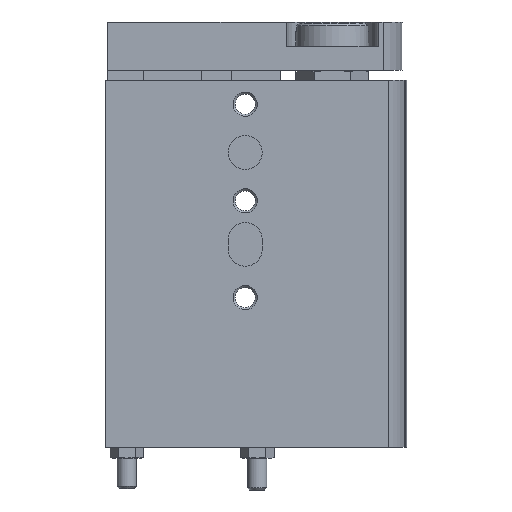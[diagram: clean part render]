
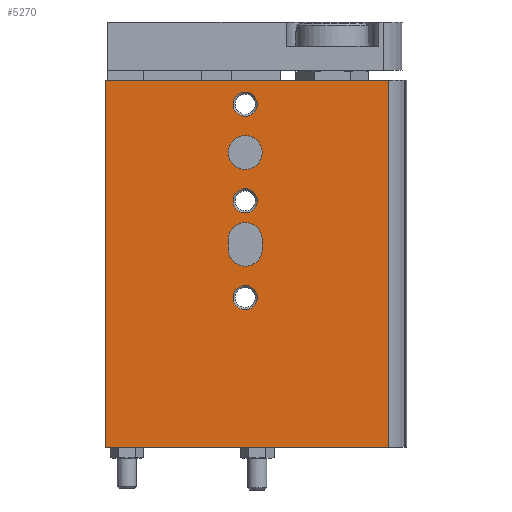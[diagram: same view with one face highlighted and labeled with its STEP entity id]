
A CAD part, front view. The second image highlights one B-rep face of the part: STEP entity #5270.
In plain terms, the highlighted planar face has unit normal (0, -1, 0).
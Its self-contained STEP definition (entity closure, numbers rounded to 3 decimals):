
#310=CIRCLE('',#5684,2.5);
#311=CIRCLE('',#5685,2.5);
#312=CIRCLE('',#5686,2.5);
#313=CIRCLE('',#5687,3.5);
#314=CIRCLE('',#5688,3.5);
#315=CIRCLE('',#5689,3.5);
#680=ORIENTED_EDGE('',*,*,#2146,.F.);
#681=ORIENTED_EDGE('',*,*,#2147,.F.);
#682=ORIENTED_EDGE('',*,*,#2148,.F.);
#683=ORIENTED_EDGE('',*,*,#2149,.F.);
#684=ORIENTED_EDGE('',*,*,#2150,.F.);
#685=ORIENTED_EDGE('',*,*,#2151,.F.);
#686=ORIENTED_EDGE('',*,*,#2152,.F.);
#687=ORIENTED_EDGE('',*,*,#2153,.F.);
#688=ORIENTED_EDGE('',*,*,#2088,.T.);
#689=ORIENTED_EDGE('',*,*,#2154,.F.);
#690=ORIENTED_EDGE('',*,*,#2155,.F.);
#691=ORIENTED_EDGE('',*,*,#2144,.T.);
#2088=EDGE_CURVE('',#2827,#2826,#3320,.T.);
#2144=EDGE_CURVE('',#2869,#2827,#3350,.T.);
#2146=EDGE_CURVE('',#2870,#2870,#310,.T.);
#2147=EDGE_CURVE('',#2871,#2871,#311,.T.);
#2148=EDGE_CURVE('',#2872,#2872,#312,.T.);
#2149=EDGE_CURVE('',#2873,#2874,#3351,.T.);
#2150=EDGE_CURVE('',#2875,#2873,#313,.F.);
#2151=EDGE_CURVE('',#2876,#2875,#3352,.T.);
#2152=EDGE_CURVE('',#2874,#2876,#314,.F.);
#2153=EDGE_CURVE('',#2877,#2877,#315,.F.);
#2154=EDGE_CURVE('',#2878,#2826,#3353,.T.);
#2155=EDGE_CURVE('',#2869,#2878,#3354,.T.);
#2826=VERTEX_POINT('',#7977);
#2827=VERTEX_POINT('',#7979);
#2869=VERTEX_POINT('',#8091);
#2870=VERTEX_POINT('',#8095);
#2871=VERTEX_POINT('',#8097);
#2872=VERTEX_POINT('',#8099);
#2873=VERTEX_POINT('',#8101);
#2874=VERTEX_POINT('',#8102);
#2875=VERTEX_POINT('',#8104);
#2876=VERTEX_POINT('',#8106);
#2877=VERTEX_POINT('',#8109);
#2878=VERTEX_POINT('',#8111);
#3320=LINE('',#7978,#3753);
#3350=LINE('',#8090,#3783);
#3351=LINE('',#8100,#3784);
#3352=LINE('',#8105,#3785);
#3353=LINE('',#8110,#3786);
#3354=LINE('',#8112,#3787);
#3753=VECTOR('',#6310,1000.);
#3783=VECTOR('',#6420,1000.);
#3784=VECTOR('',#6431,1000.);
#3785=VECTOR('',#6434,1000.);
#3786=VECTOR('',#6439,1000.);
#3787=VECTOR('',#6440,1000.);
#4173=EDGE_LOOP('',(#680));
#4174=EDGE_LOOP('',(#681));
#4175=EDGE_LOOP('',(#682));
#4176=EDGE_LOOP('',(#683,#684,#685,#686));
#4177=EDGE_LOOP('',(#687));
#4178=EDGE_LOOP('',(#688,#689,#690,#691));
#4629=FACE_BOUND('',#4173,.T.);
#4630=FACE_BOUND('',#4174,.T.);
#4631=FACE_BOUND('',#4175,.T.);
#4632=FACE_BOUND('',#4176,.T.);
#4633=FACE_BOUND('',#4177,.T.);
#4634=FACE_BOUND('',#4178,.T.);
#5064=PLANE('',#5683);
#5270=ADVANCED_FACE('',(#4629,#4630,#4631,#4632,#4633,#4634),#5064,.F.);
#5683=AXIS2_PLACEMENT_3D('',#8093,#6423,#6424);
#5684=AXIS2_PLACEMENT_3D('',#8094,#6425,#6426);
#5685=AXIS2_PLACEMENT_3D('',#8096,#6427,#6428);
#5686=AXIS2_PLACEMENT_3D('',#8098,#6429,#6430);
#5687=AXIS2_PLACEMENT_3D('',#8103,#6432,#6433);
#5688=AXIS2_PLACEMENT_3D('',#8107,#6435,#6436);
#5689=AXIS2_PLACEMENT_3D('',#8108,#6437,#6438);
#6310=DIRECTION('',(0.,0.,-1.));
#6420=DIRECTION('',(-1.,0.,0.));
#6423=DIRECTION('',(0.,1.,0.));
#6424=DIRECTION('',(0.,0.,1.));
#6425=DIRECTION('',(0.,-1.,0.));
#6426=DIRECTION('',(0.,0.,-1.));
#6427=DIRECTION('',(0.,-1.,0.));
#6428=DIRECTION('',(0.,0.,-1.));
#6429=DIRECTION('',(0.,-1.,0.));
#6430=DIRECTION('',(0.,0.,-1.));
#6431=DIRECTION('',(1.,0.,0.));
#6432=DIRECTION('',(0.,1.,0.));
#6433=DIRECTION('',(0.,0.,1.));
#6434=DIRECTION('',(-1.,0.,0.));
#6435=DIRECTION('',(0.,1.,0.));
#6436=DIRECTION('',(0.,0.,1.));
#6437=DIRECTION('',(0.,1.,0.));
#6438=DIRECTION('',(0.,0.,1.));
#6439=DIRECTION('',(-1.,0.,0.));
#6440=DIRECTION('',(0.,0.,-1.));
#7977=CARTESIAN_POINT('',(0.,0.,-31.25));
#7978=CARTESIAN_POINT('',(0.,0.,27.377));
#7979=CARTESIAN_POINT('',(0.,0.,27.377));
#8090=CARTESIAN_POINT('',(76.,0.,27.377));
#8091=CARTESIAN_POINT('',(76.,0.,27.377));
#8093=CARTESIAN_POINT('',(76.,0.,27.377));
#8094=CARTESIAN_POINT('',(45.,0.,-2.25));
#8095=CARTESIAN_POINT('',(45.,0.,-4.75));
#8096=CARTESIAN_POINT('',(25.,0.,-2.25));
#8097=CARTESIAN_POINT('',(25.,0.,-4.75));
#8098=CARTESIAN_POINT('',(5.,0.,-2.25));
#8099=CARTESIAN_POINT('',(5.,0.,-4.75));
#8100=CARTESIAN_POINT('',(76.,0.,-5.75));
#8101=CARTESIAN_POINT('',(33.,0.,-5.75));
#8102=CARTESIAN_POINT('',(35.,0.,-5.75));
#8103=CARTESIAN_POINT('',(33.,0.,-2.25));
#8104=CARTESIAN_POINT('',(33.,0.,1.25));
#8105=CARTESIAN_POINT('',(76.,0.,1.25));
#8106=CARTESIAN_POINT('',(35.,0.,1.25));
#8107=CARTESIAN_POINT('',(35.,0.,-2.25));
#8108=CARTESIAN_POINT('',(15.,0.,-2.25));
#8109=CARTESIAN_POINT('',(15.,0.,1.25));
#8110=CARTESIAN_POINT('',(76.,0.,-31.25));
#8111=CARTESIAN_POINT('',(76.,0.,-31.25));
#8112=CARTESIAN_POINT('',(76.,0.,27.377));
